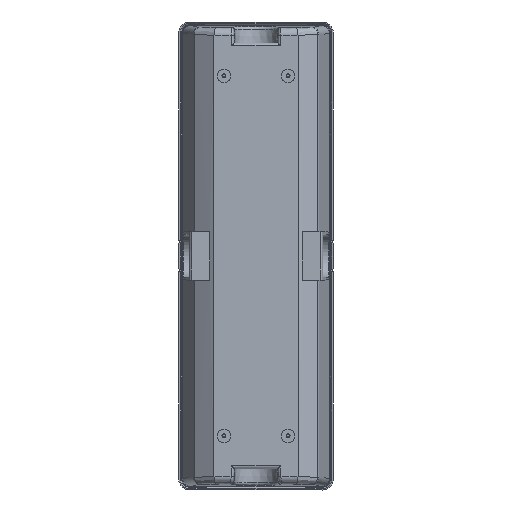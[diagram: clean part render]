
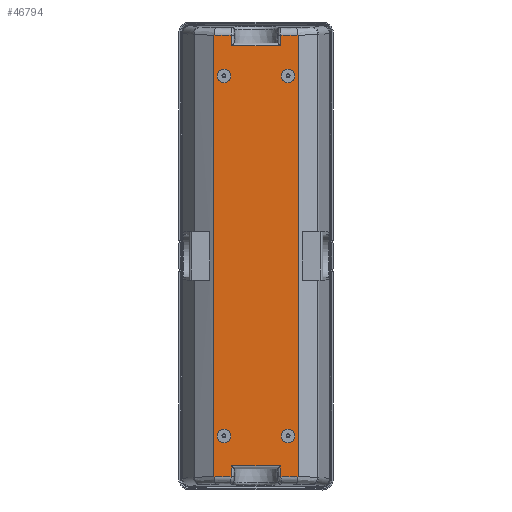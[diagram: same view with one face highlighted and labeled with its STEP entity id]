
A CAD part, top view. The second image highlights one B-rep face of the part: STEP entity #46794.
In plain terms, the highlighted planar face has unit normal (0, 0, 1).
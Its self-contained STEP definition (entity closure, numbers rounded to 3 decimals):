
#6888=DIRECTION('',(0.,-1.,0.));
#6889=VECTOR('',#6888,331.039);
#6890=CARTESIAN_POINT('',(-31.5,165.52,53.));
#6891=LINE('',#6890,#6889);
#6943=CARTESIAN_POINT('',(-31.5,165.569,53.));
#6944=CARTESIAN_POINT('',(-31.5,165.564,53.));
#6945=CARTESIAN_POINT('',(-31.5,165.553,53.));
#6946=CARTESIAN_POINT('',(-31.5,165.536,53.));
#6947=CARTESIAN_POINT('',(-31.5,165.525,53.));
#6948=CARTESIAN_POINT('',(-31.5,165.52,53.));
#6965=DIRECTION('',(-0.052,-0.999,0.));
#6966=VECTOR('',#6965,7.996);
#6967=CARTESIAN_POINT('',(-18.297,-157.5,53.));
#6968=LINE('',#6967,#6966);
#6969=CARTESIAN_POINT('',(0.,-3988.505,53.));
#6970=DIRECTION('',(0.,0.,1.));
#6971=DIRECTION('',(-0.005,1.,0.));
#6972=AXIS2_PLACEMENT_3D('',#6969,#6970,#6971);
#6974=CARTESIAN_POINT('',(0.,3988.505,53.));
#6975=DIRECTION('',(0.,0.,1.));
#6976=DIRECTION('',(-0.008,-1.,0.));
#6977=AXIS2_PLACEMENT_3D('',#6974,#6975,#6976);
#6979=DIRECTION('',(0.035,-0.999,0.));
#6980=VECTOR('',#6979,7.99);
#6981=CARTESIAN_POINT('',(-18.609,165.485,53.));
#6982=LINE('',#6981,#6980);
#6983=DIRECTION('',(0.035,0.999,0.));
#6984=VECTOR('',#6983,7.989);
#6985=CARTESIAN_POINT('',(18.33,157.5,53.));
#6986=LINE('',#6985,#6984);
#6987=CARTESIAN_POINT('',(0.,3988.505,53.));
#6988=DIRECTION('',(0.,0.,1.));
#6989=DIRECTION('',(0.005,-1.,0.));
#6990=AXIS2_PLACEMENT_3D('',#6987,#6988,#6989);
#6992=CARTESIAN_POINT('',(0.,-3988.505,53.));
#6993=DIRECTION('',(0.,0.,1.));
#6994=DIRECTION('',(0.008,1.,0.));
#6995=AXIS2_PLACEMENT_3D('',#6992,#6993,#6994);
#6997=DIRECTION('',(-0.052,0.999,0.));
#6998=VECTOR('',#6997,7.996);
#6999=CARTESIAN_POINT('',(18.716,-165.485,53.));
#7000=LINE('',#6999,#6998);
#7001=CARTESIAN_POINT('',(24.,135.,53.));
#7002=DIRECTION('',(0.,0.,1.));
#7003=DIRECTION('',(0.,-1.,0.));
#7004=AXIS2_PLACEMENT_3D('',#7001,#7002,#7003);
#7006=CARTESIAN_POINT('',(24.,135.,53.));
#7007=DIRECTION('',(0.,0.,1.));
#7008=DIRECTION('',(0.,1.,0.));
#7009=AXIS2_PLACEMENT_3D('',#7006,#7007,#7008);
#7011=CARTESIAN_POINT('',(-24.,-135.,53.));
#7012=DIRECTION('',(0.,0.,1.));
#7013=DIRECTION('',(0.,-1.,0.));
#7014=AXIS2_PLACEMENT_3D('',#7011,#7012,#7013);
#7016=CARTESIAN_POINT('',(-24.,-135.,53.));
#7017=DIRECTION('',(0.,0.,1.));
#7018=DIRECTION('',(0.,1.,0.));
#7019=AXIS2_PLACEMENT_3D('',#7016,#7017,#7018);
#7021=CARTESIAN_POINT('',(24.,-135.,53.));
#7022=DIRECTION('',(0.,0.,1.));
#7023=DIRECTION('',(0.,-1.,0.));
#7024=AXIS2_PLACEMENT_3D('',#7021,#7022,#7023);
#7026=CARTESIAN_POINT('',(24.,-135.,53.));
#7027=DIRECTION('',(0.,0.,1.));
#7028=DIRECTION('',(0.,1.,0.));
#7029=AXIS2_PLACEMENT_3D('',#7026,#7027,#7028);
#7031=CARTESIAN_POINT('',(-24.,135.,53.));
#7032=DIRECTION('',(0.,0.,1.));
#7033=DIRECTION('',(0.,-1.,0.));
#7034=AXIS2_PLACEMENT_3D('',#7031,#7032,#7033);
#7036=CARTESIAN_POINT('',(-24.,135.,53.));
#7037=DIRECTION('',(0.,0.,1.));
#7038=DIRECTION('',(0.,1.,0.));
#7039=AXIS2_PLACEMENT_3D('',#7036,#7037,#7038);
#7041=DIRECTION('',(1.,0.,0.));
#7042=VECTOR('',#7041,36.594);
#7043=CARTESIAN_POINT('',(-18.297,-157.5,53.));
#7044=LINE('',#7043,#7042);
#7119=CARTESIAN_POINT('',(31.5,-165.569,53.));
#7120=CARTESIAN_POINT('',(31.5,-165.564,53.));
#7121=CARTESIAN_POINT('',(31.5,-165.553,53.));
#7122=CARTESIAN_POINT('',(31.5,-165.536,53.));
#7123=CARTESIAN_POINT('',(31.5,-165.525,53.));
#7124=CARTESIAN_POINT('',(31.5,-165.52,53.));
#7160=DIRECTION('',(0.,1.,0.));
#7161=VECTOR('',#7160,331.039);
#7162=CARTESIAN_POINT('',(31.5,-165.52,53.));
#7163=LINE('',#7162,#7161);
#7164=CARTESIAN_POINT('',(31.5,165.52,53.));
#7165=CARTESIAN_POINT('',(31.5,165.525,53.));
#7166=CARTESIAN_POINT('',(31.5,165.536,53.));
#7167=CARTESIAN_POINT('',(31.5,165.553,53.));
#7168=CARTESIAN_POINT('',(31.5,165.564,53.));
#7169=CARTESIAN_POINT('',(31.5,165.569,53.));
#7917=CARTESIAN_POINT('',(-31.5,-165.52,
53.));
#7918=CARTESIAN_POINT('',(-31.5,-165.525,
53.));
#7919=CARTESIAN_POINT('',(-31.5,-165.536,
53.));
#7920=CARTESIAN_POINT('',(-31.5,-165.553,
53.));
#7921=CARTESIAN_POINT('',(-31.5,-165.564,53.));
#7922=CARTESIAN_POINT('',(-31.5,-165.569,53.));
#10548=DIRECTION('',(-1.,0.,0.));
#10549=VECTOR('',#10548,36.661);
#10550=CARTESIAN_POINT('',(18.33,157.5,53.));
#10551=LINE('',#10550,#10549);
#29231=CARTESIAN_POINT('',(24.,130.,53.));
#29232=CARTESIAN_POINT('',(24.,140.,53.));
#29233=VERTEX_POINT('',#29231);
#29234=VERTEX_POINT('',#29232);
#29235=CARTESIAN_POINT('',(-24.,-140.,53.));
#29236=CARTESIAN_POINT('',(-24.,-130.,53.));
#29237=VERTEX_POINT('',#29235);
#29238=VERTEX_POINT('',#29236);
#29239=CARTESIAN_POINT('',(24.,-140.,53.));
#29240=CARTESIAN_POINT('',(24.,-130.,53.));
#29241=VERTEX_POINT('',#29239);
#29242=VERTEX_POINT('',#29240);
#29243=CARTESIAN_POINT('',(-24.,130.,53.));
#29244=CARTESIAN_POINT('',(-24.,140.,53.));
#29245=VERTEX_POINT('',#29243);
#29246=VERTEX_POINT('',#29244);
#29247=CARTESIAN_POINT('',(-18.297,-157.5,53.));
#29248=CARTESIAN_POINT('',(18.297,-157.5,53.));
#29249=VERTEX_POINT('',#29247);
#29250=VERTEX_POINT('',#29248);
#29251=CARTESIAN_POINT('',(-18.715,-165.485,53.));
#29252=CARTESIAN_POINT('',(-31.5,-165.569,53.));
#29253=VERTEX_POINT('',#29251);
#29254=VERTEX_POINT('',#29252);
#29255=VERTEX_POINT('',#7917);
#29256=CARTESIAN_POINT('',(-31.5,165.52,
53.));
#29257=VERTEX_POINT('',#29256);
#29258=VERTEX_POINT('',#6943);
#29259=CARTESIAN_POINT('',(-18.609,165.485,53.));
#29260=VERTEX_POINT('',#29259);
#29261=CARTESIAN_POINT('',(18.33,157.5,53.));
#29262=CARTESIAN_POINT('',(-18.33,157.5,53.));
#29263=VERTEX_POINT('',#29261);
#29264=VERTEX_POINT('',#29262);
#29265=CARTESIAN_POINT('',(18.609,165.485,53.));
#29266=CARTESIAN_POINT('',(31.5,165.569,53.));
#29267=VERTEX_POINT('',#29265);
#29268=VERTEX_POINT('',#29266);
#29269=VERTEX_POINT('',#7164);
#29270=VERTEX_POINT('',#7119);
#29271=VERTEX_POINT('',#7124);
#29272=CARTESIAN_POINT('',(18.716,-165.485,53.));
#29273=VERTEX_POINT('',#29272);
#46734=CARTESIAN_POINT('',(0.,0.,53.));
#46735=DIRECTION('',(0.,0.,1.));
#46736=DIRECTION('',(1.,0.,0.));
#46737=AXIS2_PLACEMENT_3D('',#46734,#46735,#46736);
#46738=PLANE('',#46737);
#46740=ORIENTED_EDGE('',*,*,#46739,.F.);
#46742=ORIENTED_EDGE('',*,*,#46741,.T.);
#46744=ORIENTED_EDGE('',*,*,#46743,.T.);
#46746=ORIENTED_EDGE('',*,*,#46745,.F.);
#46747=ORIENTED_EDGE('',*,*,#46668,.F.);
#46748=ORIENTED_EDGE('',*,*,#46715,.F.);
#46749=ORIENTED_EDGE('',*,*,#46725,.T.);
#46751=ORIENTED_EDGE('',*,*,#46750,.T.);
#46753=ORIENTED_EDGE('',*,*,#46752,.F.);
#46755=ORIENTED_EDGE('',*,*,#46754,.T.);
#46757=ORIENTED_EDGE('',*,*,#46756,.T.);
#46759=ORIENTED_EDGE('',*,*,#46758,.F.);
#46761=ORIENTED_EDGE('',*,*,#46760,.F.);
#46763=ORIENTED_EDGE('',*,*,#46762,.F.);
#46765=ORIENTED_EDGE('',*,*,#46764,.T.);
#46767=ORIENTED_EDGE('',*,*,#46766,.T.);
#46768=EDGE_LOOP('',(#46740,#46742,#46744,#46746,#46747,#46748,#46749,#46751,
#46753,#46755,#46757,#46759,#46761,#46763,#46765,#46767));
#46769=FACE_OUTER_BOUND('',#46768,.F.);
#46771=ORIENTED_EDGE('',*,*,#46770,.T.);
#46773=ORIENTED_EDGE('',*,*,#46772,.T.);
#46774=EDGE_LOOP('',(#46771,#46773));
#46775=FACE_BOUND('',#46774,.F.);
#46777=ORIENTED_EDGE('',*,*,#46776,.T.);
#46779=ORIENTED_EDGE('',*,*,#46778,.T.);
#46780=EDGE_LOOP('',(#46777,#46779));
#46781=FACE_BOUND('',#46780,.F.);
#46783=ORIENTED_EDGE('',*,*,#46782,.T.);
#46785=ORIENTED_EDGE('',*,*,#46784,.T.);
#46786=EDGE_LOOP('',(#46783,#46785));
#46787=FACE_BOUND('',#46786,.F.);
#46789=ORIENTED_EDGE('',*,*,#46788,.T.);
#46791=ORIENTED_EDGE('',*,*,#46790,.T.);
#46792=EDGE_LOOP('',(#46789,#46791));
#46793=FACE_BOUND('',#46792,.F.);
#46794=ADVANCED_FACE('',(#46769,#46775,#46781,#46787,#46793),#46738,.T.);
#6949=B_SPLINE_CURVE_WITH_KNOTS('',3,(#6943,#6944,#6945,#6946,#6947,#6948),
.UNSPECIFIED.,.F.,.F.,(4,1,1,4),(0.,0.333,0.667,1.),
.UNSPECIFIED.);
#6973=CIRCLE('',#6972,3823.065);
#6978=CIRCLE('',#6977,3823.065);
#6991=CIRCLE('',#6990,3823.065);
#6996=CIRCLE('',#6995,3823.065);
#7005=CIRCLE('',#7004,5.);
#7010=CIRCLE('',#7009,5.);
#7015=CIRCLE('',#7014,5.);
#7020=CIRCLE('',#7019,5.);
#7025=CIRCLE('',#7024,5.);
#7030=CIRCLE('',#7029,5.);
#7035=CIRCLE('',#7034,5.);
#7040=CIRCLE('',#7039,5.);
#7125=B_SPLINE_CURVE_WITH_KNOTS('',3,(#7119,#7120,#7121,#7122,#7123,#7124),
.UNSPECIFIED.,.F.,.F.,(4,1,1,4),(0.,0.333,0.667,1.),
.UNSPECIFIED.);
#7170=B_SPLINE_CURVE_WITH_KNOTS('',3,(#7164,#7165,#7166,#7167,#7168,#7169),
.UNSPECIFIED.,.F.,.F.,(4,1,1,4),(0.,0.333,0.667,1.),
.UNSPECIFIED.);
#7923=B_SPLINE_CURVE_WITH_KNOTS('',3,(#7917,#7918,#7919,#7920,#7921,#7922),
.UNSPECIFIED.,.F.,.F.,(4,1,1,4),(0.,0.333,0.667,1.),
.UNSPECIFIED.);
#46668=EDGE_CURVE('',#29257,#29255,#6891,.T.);
#46715=EDGE_CURVE('',#29258,#29257,#6949,.T.);
#46725=EDGE_CURVE('',#29258,#29260,#6978,.T.);
#46739=EDGE_CURVE('',#29249,#29250,#7044,.T.);
#46741=EDGE_CURVE('',#29249,#29253,#6968,.T.);
#46743=EDGE_CURVE('',#29253,#29254,#6973,.T.);
#46745=EDGE_CURVE('',#29255,#29254,#7923,.T.);
#46750=EDGE_CURVE('',#29260,#29264,#6982,.T.);
#46752=EDGE_CURVE('',#29263,#29264,#10551,.T.);
#46754=EDGE_CURVE('',#29263,#29267,#6986,.T.);
#46756=EDGE_CURVE('',#29267,#29268,#6991,.T.);
#46758=EDGE_CURVE('',#29269,#29268,#7170,.T.);
#46760=EDGE_CURVE('',#29271,#29269,#7163,.T.);
#46762=EDGE_CURVE('',#29270,#29271,#7125,.T.);
#46764=EDGE_CURVE('',#29270,#29273,#6996,.T.);
#46766=EDGE_CURVE('',#29273,#29250,#7000,.T.);
#46770=EDGE_CURVE('',#29233,#29234,#7005,.T.);
#46772=EDGE_CURVE('',#29234,#29233,#7010,.T.);
#46776=EDGE_CURVE('',#29237,#29238,#7015,.T.);
#46778=EDGE_CURVE('',#29238,#29237,#7020,.T.);
#46782=EDGE_CURVE('',#29241,#29242,#7025,.T.);
#46784=EDGE_CURVE('',#29242,#29241,#7030,.T.);
#46788=EDGE_CURVE('',#29245,#29246,#7035,.T.);
#46790=EDGE_CURVE('',#29246,#29245,#7040,.T.);
